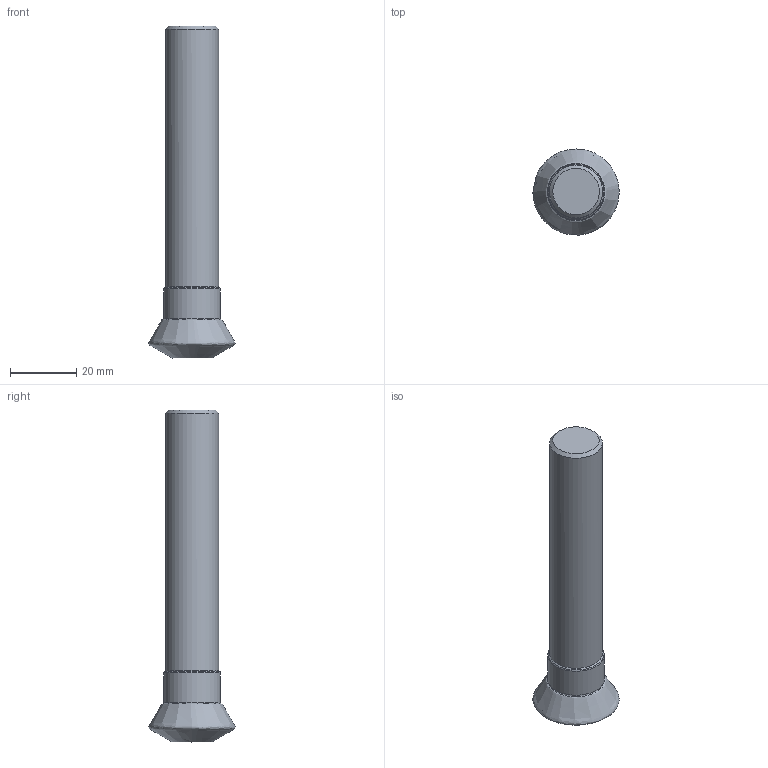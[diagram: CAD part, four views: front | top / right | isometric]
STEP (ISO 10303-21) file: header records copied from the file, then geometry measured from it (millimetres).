
FILE_DESCRIPTION(/* description */ (''),/* implementation_level */ '2;1');
FILE_NAME(/* name */ '1562060489215.stp',/* time_stamp */ '2019-07-02T15:11:43+06:00',/* author */ (''),/* organization */ ('SMS'),/* preprocessor_version */ 'ST-DEVELOPER v15',/* originating_system */ 'SIEMENS PLM Software NX 8.5',/* authorisation */ '');
FILE_SCHEMA (('AUTOMOTIVE_DESIGN { 1 0 10303 214 3 1 1 1 }'));
Length unit declared in the file: millimetre
Products named in the file (4): ASSEMBLY_CONSTRUCTION; 202415306mod000_00; 202441835mod000_00; 202441836mod000_00
Assembly tree (3 placements, depth 2):
  202441836mod000_00
    202441835mod000_00
    202415306mod000_00
    ASSEMBLY_CONSTRUCTION
Bounding box: 25.96 x 25.91 x 100 mm (x, y, z)
Volume: 25161.3 mm3; surface area: 7271.8 mm2
Topology: 2 solids, 2 shells, 13 faces, 30 edges, 28 vertices
Faces by surface type: cone 4, torus 4, plane 2, cylinder 2, bspline 1
Full cylindrical faces by diameter (mm): 15.994 x1, 17.037 x1
Entity records: 4041 total; most frequent: CARTESIAN_POINT 3626, DIRECTION 70, AXIS2_PLACEMENT_3D 35, EDGE_LOOP 22, ORIENTED_EDGE 22, FACE_BOUND 21, STYLED_ITEM 20, PRESENTATION_STYLE_ASSIGNMENT 20
